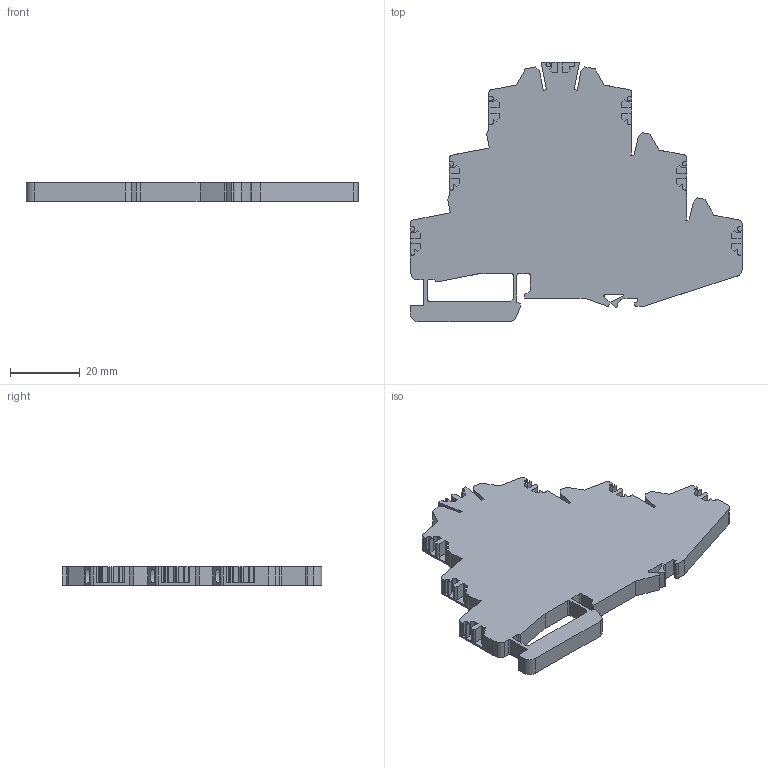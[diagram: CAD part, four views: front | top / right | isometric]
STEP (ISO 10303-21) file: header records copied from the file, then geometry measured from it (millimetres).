
FILE_DESCRIPTION((''),'2;1');
FILE_NAME('ASM0001_ASM','2022-09-23T07:24:42',('klemen.sitar'),('Audax d.o.o.'),'CREO PARAMETRIC BY PTC INC, 2021304','CREO PARAMETRIC BY PTC INC, 2021304','');
FILE_SCHEMA(('AP242_MANAGED_MODEL_BASED_3D_ENGINEERING_MIM_LF { 1 0 10303 442 1 1 4 }'));
Length unit declared in the file: millimetre
Products named in the file (2): PRT0001; ASM0001_ASM
Assembly tree (1 placements, depth 2):
  ASM0001_ASM
    PRT0001
Bounding box: 95 x 74.3 x 5.2 mm (x, y, z)
Volume: 21945.9 mm3; surface area: 11663.5 mm2
Topology: 1 solids, 1 shells, 308 faces, 900 edges, 600 vertices
Faces by surface type: plane 251, cylinder 57
Entity records: 15146 total; most frequent: CARTESIAN_POINT 1816, ORIENTED_EDGE 1800, DIRECTION 1638, PRESENTATION_STYLE_ASSIGNMENT 1210, STYLED_ITEM 1210, CURVE_STYLE 901, EDGE_CURVE 900, VECTOR 786
